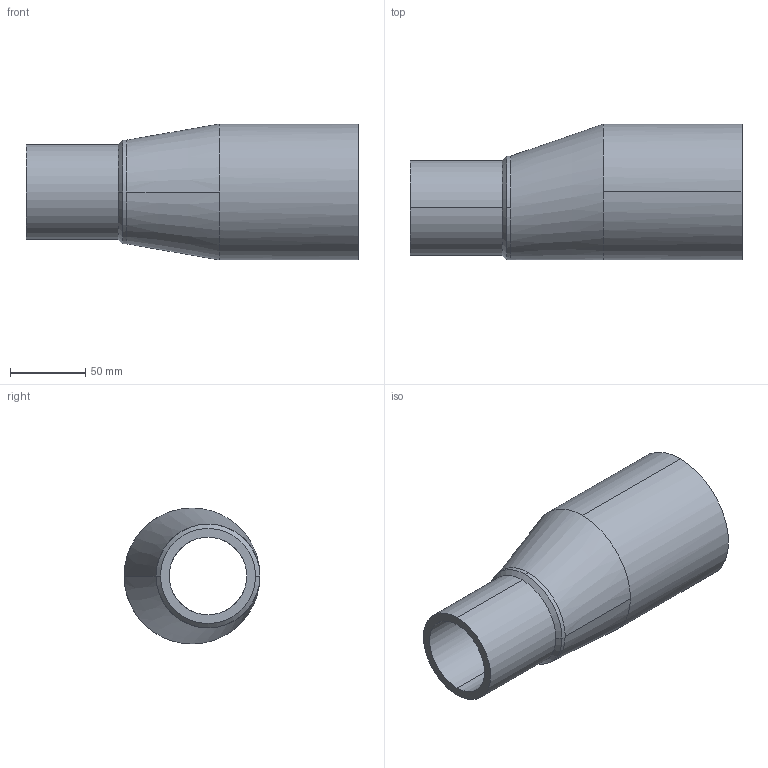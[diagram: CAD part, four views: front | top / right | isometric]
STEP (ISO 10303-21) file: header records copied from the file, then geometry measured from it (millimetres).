
FILE_DESCRIPTION( ( '' ), '1' );
FILE_NAME( 'AGRU_11069906311_PPR_grau_Reduktion_exzentrisch_90_63__SDR11__ISO_S-5_10.stp', '2018-02-08T09:10:48', ( '' ), ( '' ), ' ', ' ', ' ' );
FILE_SCHEMA( ( 'automotive_design' ) );
Length unit declared in the file: millimetre
Products named in the file (1): 1
Bounding box: 220 x 90 x 90 mm (x, y, z)
Volume: 381099.4 mm3; surface area: 102662.6 mm2
Topology: 1 solids, 1 shells, 18 faces, 48 edges, 32 vertices
Faces by surface type: cylinder 10, bspline 4, cone 2, plane 2
Entity records: 2368 total; most frequent: CARTESIAN_POINT 1379, STYLED_ITEM 99, PRESENTATION_STYLE_ASSIGNMENT 99, COLOUR_RGB 99, ORIENTED_EDGE 96, DIRECTION 74, EDGE_CURVE 48, CURVE_STYLE 48
